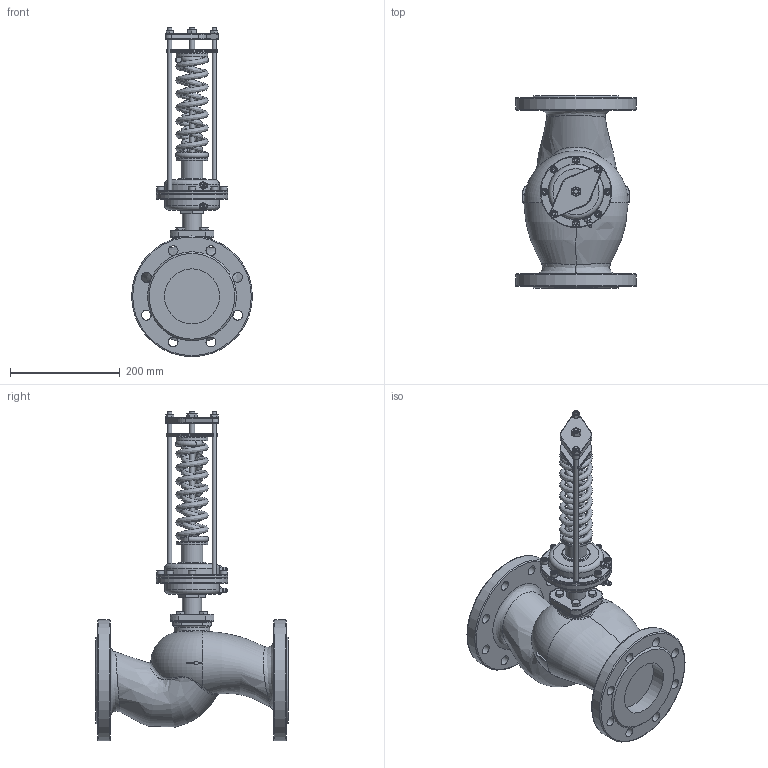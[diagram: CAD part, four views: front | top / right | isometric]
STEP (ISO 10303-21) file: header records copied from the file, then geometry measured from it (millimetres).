
FILE_DESCRIPTION(('STEP AP214'), '1');
FILE_NAME('Ðåãóëÿòîðû ïåðåïàäà äàâëåíèÿ ÂÐÄÄ', '', ('UNSPECIFIED'), ('UNSPECIFIED'), 'C3D Converter', 'C3D Toolkit', '');
FILE_SCHEMA(('AUTOMOTIVE_DESIGN { 1 0 10303 214 3 1 1}'));
Length unit declared in the file: millimetre
Products named in the file (8): -09
Assembly tree (17 placements, depth 3):
  -09
    -09
      (unnamed)  x4
    -09
      (unnamed)  x6
      (unnamed)  x2
      (unnamed)
      (unnamed)  x2
Bounding box: 220 x 350 x 600 mm (x, y, z)
Volume: 7134344.8 mm3; surface area: 571940.9 mm2
Topology: 29 solids, 29 shells, 629 faces, 1396 edges, 823 vertices
Faces by surface type: plane 264, cylinder 156, cone 88, torus 56, bspline 48, sphere 16, revolution 1
Full cylindrical faces by diameter (mm): 1.7 x2, 2.7 x4, 6 x16, 6.5 x4, 6.917 x2, 8 x12, 8.5 x4, 8.917 x1, 10 x14, 13 x6, 18 x16, 35 x1, 40 x3, 50 x1, 58 x2, 100 x4, 130 x2, 220 x2
Entity records: 38236 total; most frequent: CARTESIAN_POINT 26977, DIRECTION 1813, ORIENTED_EDGE 1598, EDGE_CURVE 799, AXIS2_PLACEMENT_3D 794, EDGE_LOOP 648, VERTEX_POINT 546, FACE_BOUND 428
